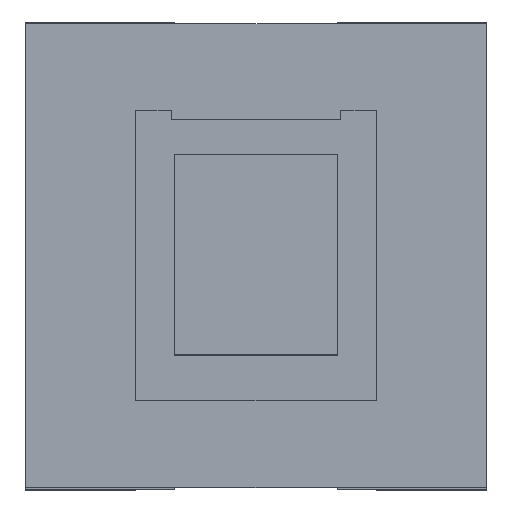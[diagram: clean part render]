
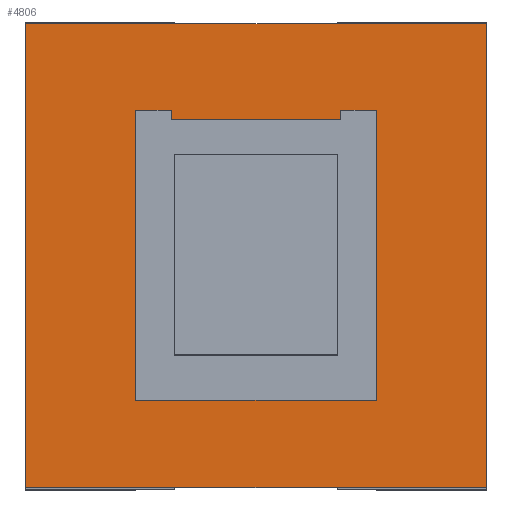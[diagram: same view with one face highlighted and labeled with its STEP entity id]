
A CAD part, top view. The second image highlights one B-rep face of the part: STEP entity #4806.
In plain terms, the highlighted planar face has unit normal (0, 0, 1).
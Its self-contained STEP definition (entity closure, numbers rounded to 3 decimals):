
#156=FACE_BOUND('',#794,.T.);
#503=FACE_OUTER_BOUND('',#793,.T.);
#793=EDGE_LOOP('',(#4013,#4014,#4015,#4016));
#794=EDGE_LOOP('',(#4017,#4018,#4019,#4020,#4021,#4022,#4023,#4024));
#1289=LINE('',#8461,#1847);
#1294=LINE('',#8473,#1852);
#1297=LINE('',#8477,#1855);
#1300=LINE('',#8483,#1858);
#1301=LINE('',#8487,#1859);
#1302=LINE('',#8489,#1860);
#1303=LINE('',#8491,#1861);
#1304=LINE('',#8492,#1862);
#1305=LINE('',#8494,#1863);
#1306=LINE('',#8496,#1864);
#1307=LINE('',#8498,#1865);
#1308=LINE('',#8499,#1866);
#1847=VECTOR('',#5914,1000.);
#1852=VECTOR('',#5925,1000.);
#1855=VECTOR('',#5930,1000.);
#1858=VECTOR('',#5935,1000.);
#1859=VECTOR('',#5938,1000.);
#1860=VECTOR('',#5939,1000.);
#1861=VECTOR('',#5940,1000.);
#1862=VECTOR('',#5941,1000.);
#1863=VECTOR('',#5942,1000.);
#1864=VECTOR('',#5943,1000.);
#1865=VECTOR('',#5944,1000.);
#1866=VECTOR('',#5945,1000.);
#2342=VERTEX_POINT('',#8455);
#2344=VERTEX_POINT('',#8459);
#2347=VERTEX_POINT('',#8470);
#2348=VERTEX_POINT('',#8472);
#2350=VERTEX_POINT('',#8481);
#2351=VERTEX_POINT('',#8485);
#2352=VERTEX_POINT('',#8486);
#2353=VERTEX_POINT('',#8488);
#2354=VERTEX_POINT('',#8490);
#2355=VERTEX_POINT('',#8493);
#2356=VERTEX_POINT('',#8495);
#2357=VERTEX_POINT('',#8497);
#2923=EDGE_CURVE('',#2342,#2344,#1289,.T.);
#2928=EDGE_CURVE('',#2348,#2347,#1294,.T.);
#2931=EDGE_CURVE('',#2347,#2342,#1297,.T.);
#2934=EDGE_CURVE('',#2344,#2350,#1300,.T.);
#2935=EDGE_CURVE('',#2351,#2352,#1301,.T.);
#2936=EDGE_CURVE('',#2353,#2351,#1302,.T.);
#2937=EDGE_CURVE('',#2354,#2353,#1303,.T.);
#2938=EDGE_CURVE('',#2352,#2354,#1304,.T.);
#2939=EDGE_CURVE('',#2350,#2355,#1305,.T.);
#2940=EDGE_CURVE('',#2355,#2356,#1306,.T.);
#2941=EDGE_CURVE('',#2356,#2357,#1307,.T.);
#2942=EDGE_CURVE('',#2357,#2348,#1308,.T.);
#4013=ORIENTED_EDGE('',*,*,#2935,.F.);
#4014=ORIENTED_EDGE('',*,*,#2936,.F.);
#4015=ORIENTED_EDGE('',*,*,#2937,.F.);
#4016=ORIENTED_EDGE('',*,*,#2938,.F.);
#4017=ORIENTED_EDGE('',*,*,#2931,.T.);
#4018=ORIENTED_EDGE('',*,*,#2923,.T.);
#4019=ORIENTED_EDGE('',*,*,#2934,.T.);
#4020=ORIENTED_EDGE('',*,*,#2939,.T.);
#4021=ORIENTED_EDGE('',*,*,#2940,.T.);
#4022=ORIENTED_EDGE('',*,*,#2941,.T.);
#4023=ORIENTED_EDGE('',*,*,#2942,.T.);
#4024=ORIENTED_EDGE('',*,*,#2928,.T.);
#4540=PLANE('',#5084);
#4806=ADVANCED_FACE('',(#503,#156),#4540,.F.);
#5084=AXIS2_PLACEMENT_3D('',#8484,#5936,#5937);
#5914=DIRECTION('',(0.,1.,0.));
#5925=DIRECTION('',(0.,-1.,0.));
#5930=DIRECTION('',(-1.,0.,0.));
#5935=DIRECTION('',(1.,0.,0.));
#5936=DIRECTION('center_axis',(0.,0.,-1.));
#5937=DIRECTION('ref_axis',(-1.,0.,0.));
#5938=DIRECTION('',(0.,1.,0.));
#5939=DIRECTION('',(-1.,0.,0.));
#5940=DIRECTION('',(0.,-1.,0.));
#5941=DIRECTION('',(1.,0.,0.));
#5942=DIRECTION('',(0.,-1.,0.));
#5943=DIRECTION('',(1.,0.,0.));
#5944=DIRECTION('',(0.,1.,0.));
#5945=DIRECTION('',(1.,0.,0.));
#8455=CARTESIAN_POINT('',(-1.499,-1.803,5.08));
#8459=CARTESIAN_POINT('',(-1.499,1.803,5.08));
#8461=CARTESIAN_POINT('',(-1.499,-1.803,5.08));
#8470=CARTESIAN_POINT('',(1.499,-1.803,5.08));
#8472=CARTESIAN_POINT('',(1.499,1.803,5.08));
#8473=CARTESIAN_POINT('',(1.499,1.803,5.08));
#8477=CARTESIAN_POINT('',(1.499,-1.803,5.08));
#8481=CARTESIAN_POINT('',(-1.054,1.803,5.08));
#8483=CARTESIAN_POINT('',(-1.499,1.803,5.08));
#8484=CARTESIAN_POINT('Origin',(0.,0.,5.08));
#8485=CARTESIAN_POINT('',(-2.868,-2.883,5.08));
#8486=CARTESIAN_POINT('',(-2.868,2.883,5.08));
#8487=CARTESIAN_POINT('',(-2.868,-2.908,5.08));
#8488=CARTESIAN_POINT('',(2.868,-2.883,5.08));
#8489=CARTESIAN_POINT('',(2.87,-2.883,5.08));
#8490=CARTESIAN_POINT('',(2.868,2.883,5.08));
#8491=CARTESIAN_POINT('',(2.868,2.883,5.08));
#8492=CARTESIAN_POINT('',(-2.87,2.883,5.08));
#8493=CARTESIAN_POINT('',(-1.054,1.693,5.08));
#8494=CARTESIAN_POINT('',(-1.054,1.803,5.08));
#8495=CARTESIAN_POINT('',(1.054,1.693,5.08));
#8496=CARTESIAN_POINT('',(-1.054,1.693,5.08));
#8497=CARTESIAN_POINT('',(1.054,1.803,5.08));
#8498=CARTESIAN_POINT('',(1.054,1.693,5.08));
#8499=CARTESIAN_POINT('',(-1.499,1.803,5.08));
